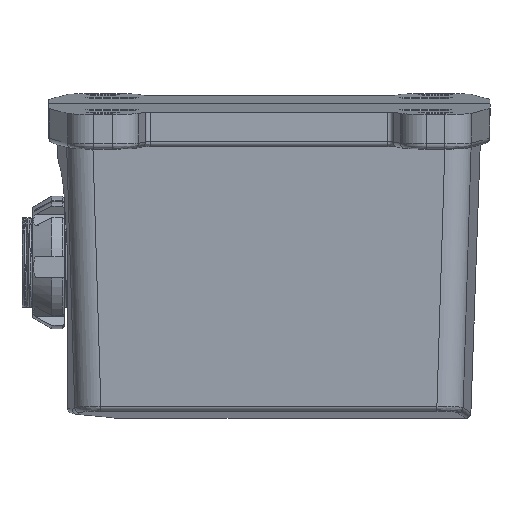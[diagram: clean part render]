
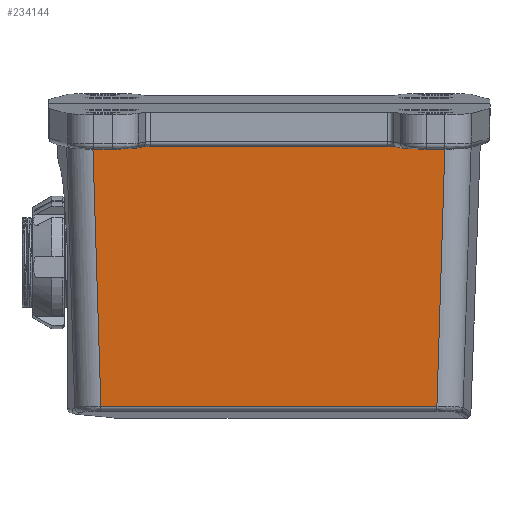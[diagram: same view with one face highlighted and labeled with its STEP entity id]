
A CAD part, front view. The second image highlights one B-rep face of the part: STEP entity #234144.
In plain terms, the highlighted face is planar.
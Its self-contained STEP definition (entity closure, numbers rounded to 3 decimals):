
#25383 = DIRECTION ( 'NONE',  ( 0.035, 0.031, 0.999 ) ) ;
#29579 = ORIENTED_EDGE ( 'NONE', *, *, #44818, .T. ) ;
#31874 = VECTOR ( 'NONE', #123646, 1000. ) ;
#42599 = DIRECTION ( 'NONE',  ( -0.035, 0.031, -0.999 ) ) ;
#44359 = CARTESIAN_POINT ( 'NONE',  ( -16.308, 11.86, 21.468 ) ) ;
#44818 = EDGE_CURVE ( 'NONE', #91107, #97640, #236202, .T. ) ;
#45088 = LINE ( 'NONE', #47649, #238486 ) ;
#47649 = CARTESIAN_POINT ( 'NONE',  ( -17.213, -20.648, -4.443 ) ) ;
#48223 = VECTOR ( 'NONE', #42599, 1000. ) ;
#73244 = VERTEX_POINT ( 'NONE', #182689 ) ;
#79803 = DIRECTION ( 'NONE',  ( 0., 1., 0. ) ) ;
#89005 = AXIS2_PLACEMENT_3D ( 'NONE', #92173, #234563, #253016 ) ;
#91107 = VERTEX_POINT ( 'NONE', #196474 ) ;
#92173 = CARTESIAN_POINT ( 'NONE',  ( -16.248, 12.004, 23.2 ) ) ;
#97640 = VERTEX_POINT ( 'NONE', #161606 ) ;
#111399 = ORIENTED_EDGE ( 'NONE', *, *, #238703, .T. ) ;
#120784 = LINE ( 'NONE', #182637, #164857 ) ;
#123646 = DIRECTION ( 'NONE',  ( 0., -1., 0. ) ) ;
#135659 = PLANE ( 'NONE',  #89005 ) ;
#144345 = ORIENTED_EDGE ( 'NONE', *, *, #228576, .T. ) ;
#161606 = CARTESIAN_POINT ( 'NONE',  ( -17.213, -20.648, -4.443 ) ) ;
#162807 = EDGE_LOOP ( 'NONE', ( #207812, #29579, #144345, #111399 ) ) ;
#164857 = VECTOR ( 'NONE', #79803, 1000. ) ;
#167839 = VERTEX_POINT ( 'NONE', #44359 ) ;
#182637 = CARTESIAN_POINT ( 'NONE',  ( -16.308, 12.004, 21.468 ) ) ;
#182689 = CARTESIAN_POINT ( 'NONE',  ( -16.308, -19.852, 21.468 ) ) ;
#184264 = CARTESIAN_POINT ( 'NONE',  ( -17.213, 12.004, -4.443 ) ) ;
#186464 = EDGE_CURVE ( 'NONE', #167839, #91107, #245658, .T. ) ;
#196474 = CARTESIAN_POINT ( 'NONE',  ( -17.213, 12.656, -4.443 ) ) ;
#207812 = ORIENTED_EDGE ( 'NONE', *, *, #186464, .T. ) ;
#223258 = CARTESIAN_POINT ( 'NONE',  ( -16.308, 11.86, 21.468 ) ) ;
#228576 = EDGE_CURVE ( 'NONE', #97640, #73244, #45088, .T. ) ;
#234144 = ADVANCED_FACE ( 'NONE', ( #235886 ), #135659, .T. ) ;
#234563 = DIRECTION ( 'NONE',  ( -0.999, 0., 0.035 ) ) ;
#235886 = FACE_OUTER_BOUND ( 'NONE', #162807, .T. ) ;
#236202 = LINE ( 'NONE', #184264, #31874 ) ;
#238486 = VECTOR ( 'NONE', #25383, 1000. ) ;
#238703 = EDGE_CURVE ( 'NONE', #73244, #167839, #120784, .T. ) ;
#245658 = LINE ( 'NONE', #223258, #48223 ) ;
#253016 = DIRECTION ( 'NONE',  ( 0.035, 0., 0.999 ) ) ;
